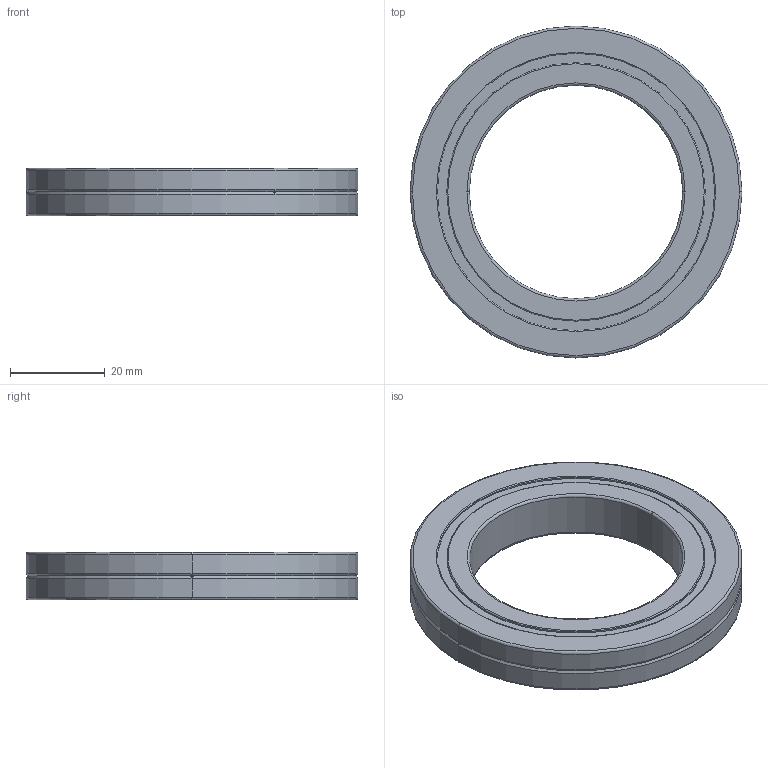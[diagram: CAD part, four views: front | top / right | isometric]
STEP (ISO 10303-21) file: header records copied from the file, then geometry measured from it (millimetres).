
FILE_DESCRIPTION (( 'STEP AP203' ), '1' );
FILE_NAME ('ERBC4510.STEP', '2021-12-29T00:20:22', ( 'ｺ耙ﾇｵ酘ﾔ' ), ( 'ｺ耙ﾇｵ酘ﾔ' ), 'SwSTEP 2.0', 'SolidWorks 2020', '' );
FILE_SCHEMA (( 'CONFIG_CONTROL_DESIGN' ));
Products named in the file (1): ERBC4510
Bounding box: 70 x 70 x 10 mm (x, y, z)
Volume: 22143.4 mm3; surface area: 8350.5 mm2
Topology: 1 solids, 1 shells, 1237 faces, 3522 edges, 2339 vertices
Faces by surface type: plane 832, bspline 365, cylinder 20, torus 16, cone 4
Entity records: 53421 total; most frequent: CARTESIAN_POINT 23600, ORIENTED_EDGE 7044, DIRECTION 4600, EDGE_CURVE 3522, VECTOR 2714, LINE 2714, VERTEX_POINT 2339, EDGE_LOOP 1291
